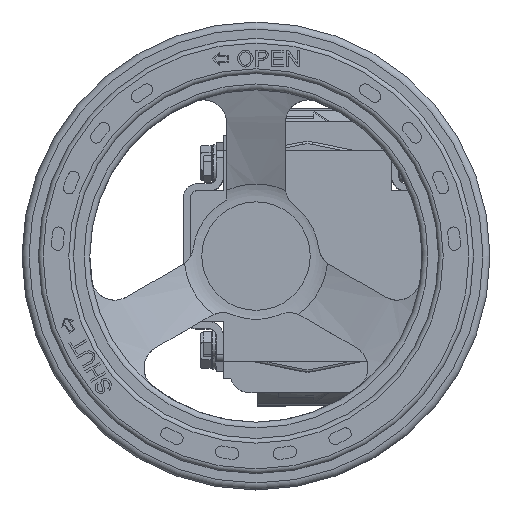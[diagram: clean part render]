
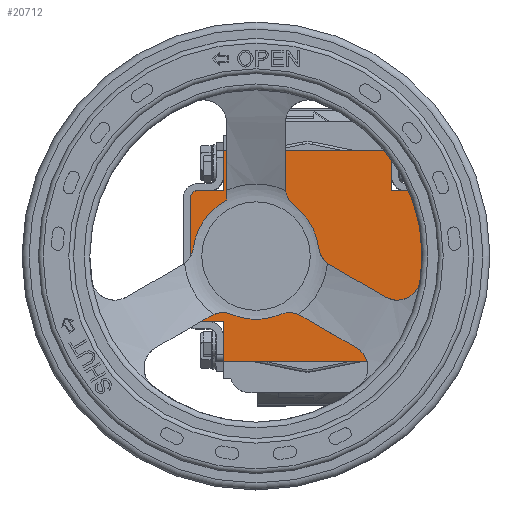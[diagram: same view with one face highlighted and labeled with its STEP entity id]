
A CAD part, top view. The second image highlights one B-rep face of the part: STEP entity #20712.
In plain terms, the highlighted planar face has unit normal (0, 0, 1).
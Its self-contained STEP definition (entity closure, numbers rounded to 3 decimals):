
#652=FACE_BOUND('',#3490,.T.);
#1055=PLANE('',#22659);
#2188=FACE_OUTER_BOUND('',#3489,.T.);
#3489=EDGE_LOOP('',(#17279,#17280,#17281,#17282,#17283,#17284,#17285,#17286,
#17287,#17288,#17289,#17290,#17291,#17292,#17293,#17294));
#3490=EDGE_LOOP('',(#17295));
#5011=LINE('',#37071,#6638);
#5014=LINE('',#37076,#6641);
#5016=LINE('',#37080,#6643);
#5018=LINE('',#37084,#6645);
#5020=LINE('',#37088,#6647);
#5022=LINE('',#37092,#6649);
#5024=LINE('',#37096,#6651);
#5026=LINE('',#37100,#6653);
#5028=LINE('',#37104,#6655);
#5030=LINE('',#37108,#6657);
#5032=LINE('',#37112,#6659);
#5034=LINE('',#37116,#6661);
#5036=LINE('',#37120,#6663);
#5038=LINE('',#37124,#6665);
#5040=LINE('',#37128,#6667);
#5042=LINE('',#37131,#6669);
#6638=VECTOR('',#26853,2.828);
#6641=VECTOR('',#26858,52.);
#6643=VECTOR('',#26862,2.828);
#6645=VECTOR('',#26866,12.);
#6647=VECTOR('',#26870,17.);
#6649=VECTOR('',#26874,72.);
#6651=VECTOR('',#26878,17.);
#6653=VECTOR('',#26882,12.);
#6655=VECTOR('',#26886,2.828);
#6657=VECTOR('',#26890,52.);
#6659=VECTOR('',#26894,2.828);
#6661=VECTOR('',#26898,12.);
#6663=VECTOR('',#26902,17.);
#6665=VECTOR('',#26906,72.);
#6667=VECTOR('',#26910,17.);
#6669=VECTOR('',#26914,12.);
#7833=CIRCLE('',#22635,8.);
#9718=VERTEX_POINT('',#37020);
#9739=VERTEX_POINT('',#37069);
#9740=VERTEX_POINT('',#37070);
#9741=VERTEX_POINT('',#37075);
#9742=VERTEX_POINT('',#37079);
#9743=VERTEX_POINT('',#37083);
#9744=VERTEX_POINT('',#37087);
#9745=VERTEX_POINT('',#37091);
#9746=VERTEX_POINT('',#37095);
#9747=VERTEX_POINT('',#37099);
#9748=VERTEX_POINT('',#37103);
#9749=VERTEX_POINT('',#37107);
#9750=VERTEX_POINT('',#37111);
#9751=VERTEX_POINT('',#37115);
#9752=VERTEX_POINT('',#37119);
#9753=VERTEX_POINT('',#37123);
#9754=VERTEX_POINT('',#37127);
#12332=EDGE_CURVE('',#9718,#9718,#7833,.T.);
#12356=EDGE_CURVE('',#9739,#9740,#5011,.T.);
#12359=EDGE_CURVE('',#9740,#9741,#5014,.T.);
#12361=EDGE_CURVE('',#9741,#9742,#5016,.T.);
#12363=EDGE_CURVE('',#9742,#9743,#5018,.T.);
#12365=EDGE_CURVE('',#9743,#9744,#5020,.T.);
#12367=EDGE_CURVE('',#9744,#9745,#5022,.T.);
#12369=EDGE_CURVE('',#9745,#9746,#5024,.T.);
#12371=EDGE_CURVE('',#9746,#9747,#5026,.T.);
#12373=EDGE_CURVE('',#9747,#9748,#5028,.T.);
#12375=EDGE_CURVE('',#9748,#9749,#5030,.T.);
#12377=EDGE_CURVE('',#9749,#9750,#5032,.T.);
#12379=EDGE_CURVE('',#9750,#9751,#5034,.T.);
#12381=EDGE_CURVE('',#9751,#9752,#5036,.T.);
#12383=EDGE_CURVE('',#9752,#9753,#5038,.T.);
#12385=EDGE_CURVE('',#9753,#9754,#5040,.T.);
#12387=EDGE_CURVE('',#9754,#9739,#5042,.T.);
#17279=ORIENTED_EDGE('',*,*,#12356,.F.);
#17280=ORIENTED_EDGE('',*,*,#12387,.F.);
#17281=ORIENTED_EDGE('',*,*,#12385,.F.);
#17282=ORIENTED_EDGE('',*,*,#12383,.F.);
#17283=ORIENTED_EDGE('',*,*,#12381,.F.);
#17284=ORIENTED_EDGE('',*,*,#12379,.F.);
#17285=ORIENTED_EDGE('',*,*,#12377,.F.);
#17286=ORIENTED_EDGE('',*,*,#12375,.F.);
#17287=ORIENTED_EDGE('',*,*,#12373,.F.);
#17288=ORIENTED_EDGE('',*,*,#12371,.F.);
#17289=ORIENTED_EDGE('',*,*,#12369,.F.);
#17290=ORIENTED_EDGE('',*,*,#12367,.F.);
#17291=ORIENTED_EDGE('',*,*,#12365,.F.);
#17292=ORIENTED_EDGE('',*,*,#12363,.F.);
#17293=ORIENTED_EDGE('',*,*,#12361,.F.);
#17294=ORIENTED_EDGE('',*,*,#12359,.F.);
#17295=ORIENTED_EDGE('',*,*,#12332,.T.);
#20712=ADVANCED_FACE('',(#2188,#652),#1055,.T.);
#22635=AXIS2_PLACEMENT_3D('',#37021,#26816,#26817);
#22659=AXIS2_PLACEMENT_3D('',#37132,#26915,#26916);
#26816=DIRECTION('center_axis',(0.,0.,-1.));
#26817=DIRECTION('ref_axis',(-1.,0.,0.));
#26853=DIRECTION('',(-0.707,-0.707,0.));
#26858=DIRECTION('',(-1.,0.,0.));
#26862=DIRECTION('',(-0.707,0.707,0.));
#26866=DIRECTION('',(0.,1.,0.));
#26870=DIRECTION('',(-1.,0.,0.));
#26874=DIRECTION('',(0.,1.,0.));
#26878=DIRECTION('',(1.,0.,0.));
#26882=DIRECTION('',(0.,1.,0.));
#26886=DIRECTION('',(0.707,0.707,0.));
#26890=DIRECTION('',(1.,0.,0.));
#26894=DIRECTION('',(0.707,-0.707,0.));
#26898=DIRECTION('',(0.,-1.,0.));
#26902=DIRECTION('',(1.,0.,0.));
#26906=DIRECTION('',(0.,-1.,0.));
#26910=DIRECTION('',(-1.,0.,0.));
#26914=DIRECTION('',(0.,-1.,0.));
#26915=DIRECTION('center_axis',(0.,0.,1.));
#26916=DIRECTION('ref_axis',(1.,0.,0.));
#37020=CARTESIAN_POINT('',(8.,22.,10.));
#37021=CARTESIAN_POINT('Origin',(0.,22.,10.));
#37069=CARTESIAN_POINT('',(28.,-48.,10.));
#37070=CARTESIAN_POINT('',(26.,-50.,10.));
#37071=CARTESIAN_POINT('',(28.,-48.,10.));
#37075=CARTESIAN_POINT('',(-26.,-50.,10.));
#37076=CARTESIAN_POINT('',(26.,-50.,10.));
#37079=CARTESIAN_POINT('',(-28.,-48.,10.));
#37080=CARTESIAN_POINT('',(-26.,-50.,10.));
#37083=CARTESIAN_POINT('',(-28.,-36.,10.));
#37084=CARTESIAN_POINT('',(-28.,-48.,10.));
#37087=CARTESIAN_POINT('',(-45.,-36.,10.));
#37088=CARTESIAN_POINT('',(-28.,-36.,10.));
#37091=CARTESIAN_POINT('',(-45.,36.,10.));
#37092=CARTESIAN_POINT('',(-45.,-36.,10.));
#37095=CARTESIAN_POINT('',(-28.,36.,10.));
#37096=CARTESIAN_POINT('',(-45.,36.,10.));
#37099=CARTESIAN_POINT('',(-28.,48.,10.));
#37100=CARTESIAN_POINT('',(-28.,36.,10.));
#37103=CARTESIAN_POINT('',(-26.,50.,10.));
#37104=CARTESIAN_POINT('',(-28.,48.,10.));
#37107=CARTESIAN_POINT('',(26.,50.,10.));
#37108=CARTESIAN_POINT('',(-26.,50.,10.));
#37111=CARTESIAN_POINT('',(28.,48.,10.));
#37112=CARTESIAN_POINT('',(26.,50.,10.));
#37115=CARTESIAN_POINT('',(28.,36.,10.));
#37116=CARTESIAN_POINT('',(28.,48.,10.));
#37119=CARTESIAN_POINT('',(45.,36.,10.));
#37120=CARTESIAN_POINT('',(28.,36.,10.));
#37123=CARTESIAN_POINT('',(45.,-36.,10.));
#37124=CARTESIAN_POINT('',(45.,36.,10.));
#37127=CARTESIAN_POINT('',(28.,-36.,10.));
#37128=CARTESIAN_POINT('',(45.,-36.,10.));
#37131=CARTESIAN_POINT('',(28.,-36.,10.));
#37132=CARTESIAN_POINT('Origin',(0.,0.,10.));
